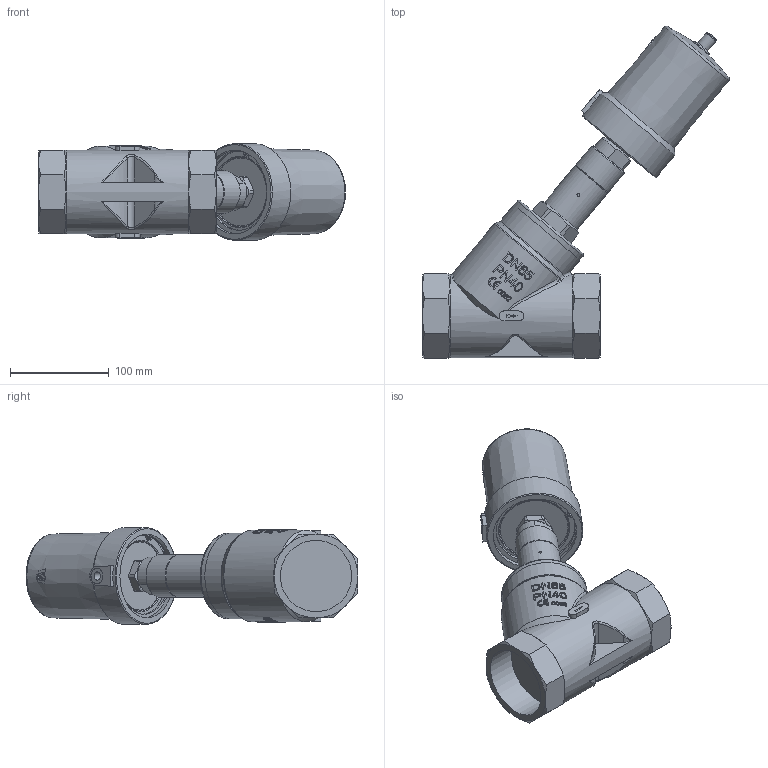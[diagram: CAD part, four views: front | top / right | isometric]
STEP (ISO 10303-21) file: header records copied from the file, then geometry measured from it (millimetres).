
FILE_DESCRIPTION(/* description */ ('DG2D3122065'),/* implementation_level */ '2;1');
FILE_NAME(/* name */ 'DG2D3122065_OS.stp',/* time_stamp */ '2022-01-27T11:41:17+01:00',/* author */ ('hois'),/* organization */ (''),/* preprocessor_version */ 'ST-DEVELOPER v18.1',/* originating_system */ 'Autodesk Inventor 2020',/* authorisation */ '');
FILE_SCHEMA (('AUTOMOTIVE_DESIGN { 1 0 10303 214 3 1 1 }'));
Length unit declared in the file: millimetre
Products named in the file (8): DG2D3122065; GGS0065.29.0033-GM; ETG0065.20.0104; MUV3415.15.0013; DER0850.06.0099; DIN0472-88x3; SZY0800.24.0082; VST1415.08.0013
Assembly tree (7 placements, depth 2):
  DG2D3122065
    GGS0065.29.0033-GM
    ETG0065.20.0104
    MUV3415.15.0013
    DER0850.06.0099
    DIN0472-88x3
    SZY0800.24.0082
    VST1415.08.0013
Bounding box: 310.85 x 336.13 x 98 mm (x, y, z)
Volume: 1588494.8 mm3; surface area: 251687.9 mm2
Topology: 7 solids, 7 shells, 616 faces, 1638 edges, 1104 vertices
Faces by surface type: plane 284, bspline 144, cylinder 124, cone 47, torus 14, sphere 3
Full cylindrical faces by diameter (mm): 1.5 x1, 3 x1, 3.5 x2, 8.376 x1, 8.7 x1, 12 x2, 12.376 x1, 13 x1, 14 x2, 14.5 x1, 16 x1, 20 x2, 24.5 x2, 26 x2, 28 x1, 32.5 x2, 34 x1, 34.3 x1, 43 x2, 60 x1, 72 x1, 72.226 x3, 75.188 x1, 75.3 x1, 75.5 x1, 80 x1, 80.5 x1, 82 x1, 84.5 x1, 85 x3
Entity records: 23660 total; most frequent: CARTESIAN_POINT 8589, ORIENTED_EDGE 3272, DIRECTION 2802, EDGE_CURVE 1636, VERTEX_POINT 1104, AXIS2_PLACEMENT_3D 1070, EDGE_LOOP 704, LINE 662
